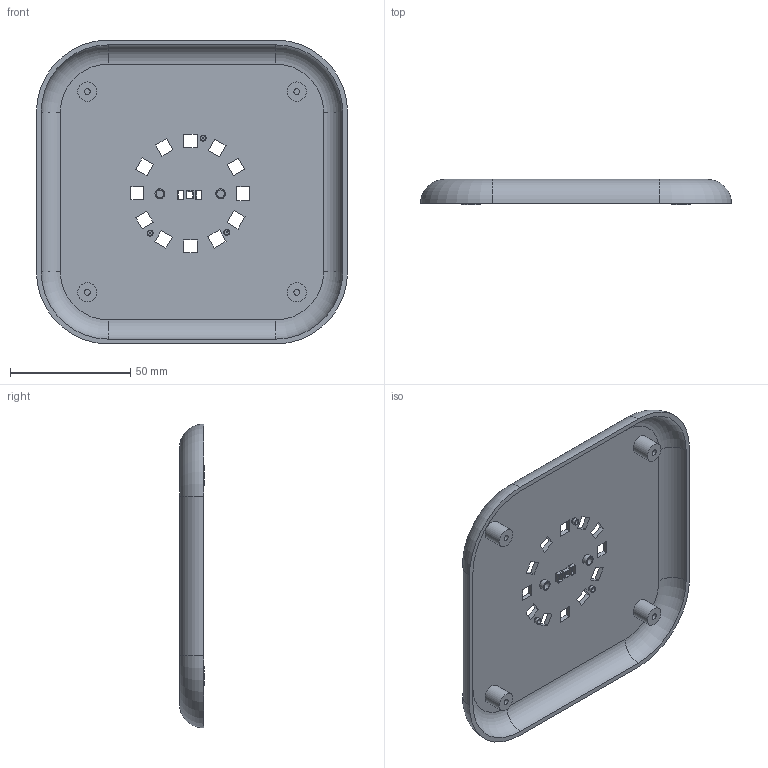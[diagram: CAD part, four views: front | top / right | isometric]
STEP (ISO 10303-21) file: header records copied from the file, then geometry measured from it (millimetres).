
FILE_DESCRIPTION(/* description */ (''),/* implementation_level */ '2;1');
FILE_NAME(/* name */ 'top_part.step',/* time_stamp */ '2023-09-11T15:31:54+02:00',/* author */ (''),/* organization */ (''),/* preprocessor_version */ 'ST-DEVELOPER v20',/* originating_system */ 'Autodesk Translation Framework v12.9.0.99',/* authorisation */ '');
FILE_SCHEMA (('AUTOMOTIVE_DESIGN { 1 0 10303 214 3 1 1 }'));
Length unit declared in the file: millimetre
Products named in the file (1): top_part
Bounding box: 129.52 x 10.37 x 126.47 mm (x, y, z)
Volume: 35776.1 mm3; surface area: 37411.6 mm2
Topology: 13 solids, 13 shells, 155 faces, 363 edges, 242 vertices
Faces by surface type: plane 118, cylinder 29, torus 8
Full cylindrical faces by diameter (mm): 0.493 x3, 2 x3, 2.4 x4, 2.493 x3, 3.136 x2, 4.078 x2, 8 x4
Entity records: 4524 total; most frequent: CARTESIAN_POINT 761, DIRECTION 749, ORIENTED_EDGE 726, EDGE_CURVE 363, LINE 289, VECTOR 289, VERTEX_POINT 242, AXIS2_PLACEMENT_3D 230
